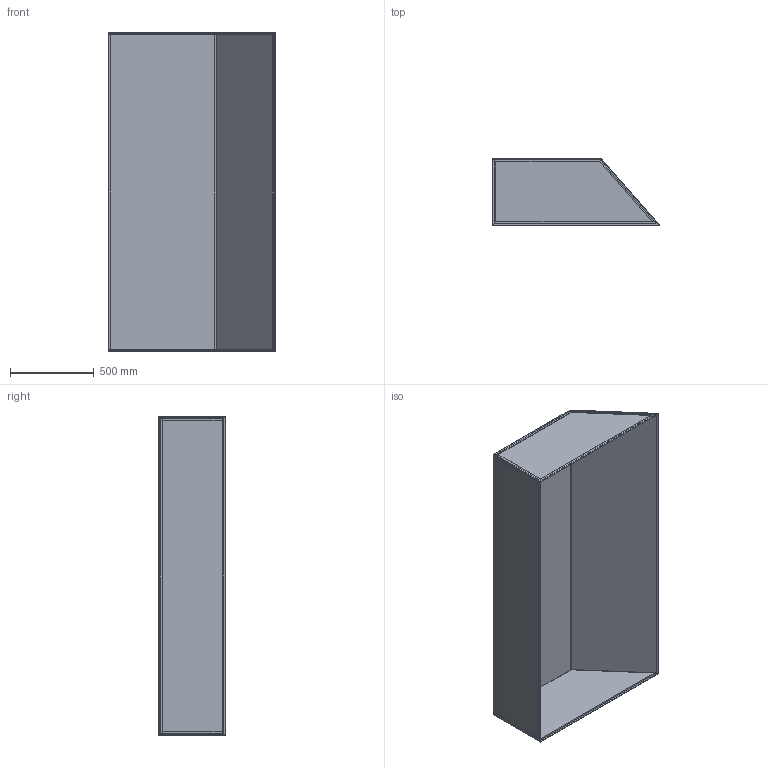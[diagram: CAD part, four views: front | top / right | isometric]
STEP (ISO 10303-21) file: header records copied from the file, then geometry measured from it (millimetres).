
FILE_DESCRIPTION (( 'STEP AP214' ), '1' );
FILE_NAME ('ventilation.STEP', '2017-09-19T09:25:37', ( '' ), ( '' ), 'SwSTEP 2.0', 'SolidWorks 2016', '' );
FILE_SCHEMA (( 'AUTOMOTIVE_DESIGN' ));
Length unit declared in the file: millimetre
Products named in the file (14): wood frontside 1880x506; frame ventilation; ventilation; strip 20x3mm 357; strip 20x3mm 650 side; strip 20x3mm 1900; wood left-right-side 936x360; strip 20x3mm 505 side; strip 20x3mm 1000 side; wood topside 1880x630; strip 20x3mm 610; strip 20x3mm 400 side; strip 20x3mm 486; wood backside 1880x377
Assembly tree (26 placements, depth 3):
  ventilation
    frame ventilation
      strip 20x3mm 1000 side  x2
      strip 20x3mm 400 side  x2
      strip 20x3mm 505 side  x2
      strip 20x3mm 650 side  x2
      strip 20x3mm 1900  x6
      strip 20x3mm 357  x2
      strip 20x3mm 486  x2
      strip 20x3mm 610  x2
    wood left-right-side 936x360  x2
    wood backside 1880x377
    wood frontside 1880x506
    wood topside 1880x630
Bounding box: 1000 x 400 x 1906 mm (x, y, z)
Volume: 35695031.5 mm3; surface area: 7990196.7 mm2
Topology: 27 solids, 27 shells, 160 faces, 318 edges, 212 vertices
Faces by surface type: plane 160
Entity records: 2636 total; most frequent: DIRECTION 367, CARTESIAN_POINT 362, ORIENTED_EDGE 306, EDGE_CURVE 153, VECTOR 153, LINE 153, AXIS2_PLACEMENT_3D 107, VERTEX_POINT 102
